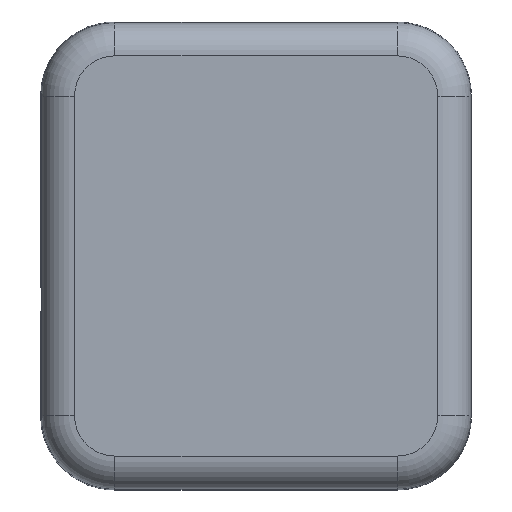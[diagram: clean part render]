
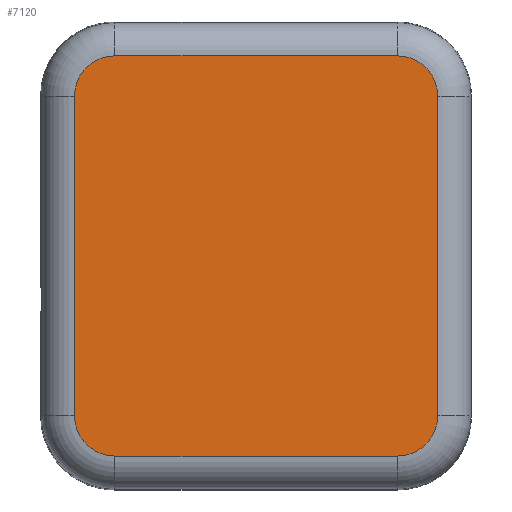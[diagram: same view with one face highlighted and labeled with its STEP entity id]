
A CAD part, top view. The second image highlights one B-rep face of the part: STEP entity #7120.
In plain terms, the highlighted planar face has unit normal (0, 0, 1).
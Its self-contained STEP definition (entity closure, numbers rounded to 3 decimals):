
#483=PLANE('',#7894);
#975=LINE('',#15108,#1457);
#977=LINE('',#15120,#1459);
#979=LINE('',#15129,#1461);
#981=LINE('',#15139,#1463);
#1457=VECTOR('',#9841,10.);
#1459=VECTOR('',#9857,10.);
#1461=VECTOR('',#9869,10.);
#1463=VECTOR('',#9881,10.);
#1921=FACE_OUTER_BOUND('',#2361,.T.);
#2361=EDGE_LOOP('',(#6581,#6582,#6583,#6584,#6585,#6586,#6587,#6588));
#2615=CIRCLE('',#7876,4.89);
#2618=CIRCLE('',#7881,4.89);
#2621=CIRCLE('',#7886,4.89);
#2624=CIRCLE('',#7891,4.89);
#3411=VERTEX_POINT('',#15105);
#3412=VERTEX_POINT('',#15107);
#3413=VERTEX_POINT('',#15111);
#3415=VERTEX_POINT('',#15117);
#3416=VERTEX_POINT('',#15122);
#3417=VERTEX_POINT('',#15126);
#3418=VERTEX_POINT('',#15131);
#3419=VERTEX_POINT('',#15135);
#4460=EDGE_CURVE('',#3411,#3412,#975,.T.);
#4464=EDGE_CURVE('',#3412,#3413,#2615,.T.);
#4467=EDGE_CURVE('',#3413,#3415,#977,.T.);
#4469=EDGE_CURVE('',#3415,#3416,#2618,.T.);
#4472=EDGE_CURVE('',#3416,#3417,#979,.T.);
#4474=EDGE_CURVE('',#3417,#3418,#2621,.T.);
#4477=EDGE_CURVE('',#3418,#3419,#981,.T.);
#4479=EDGE_CURVE('',#3419,#3411,#2624,.T.);
#6581=ORIENTED_EDGE('',*,*,#4460,.F.);
#6582=ORIENTED_EDGE('',*,*,#4479,.F.);
#6583=ORIENTED_EDGE('',*,*,#4477,.F.);
#6584=ORIENTED_EDGE('',*,*,#4474,.F.);
#6585=ORIENTED_EDGE('',*,*,#4472,.F.);
#6586=ORIENTED_EDGE('',*,*,#4469,.F.);
#6587=ORIENTED_EDGE('',*,*,#4467,.F.);
#6588=ORIENTED_EDGE('',*,*,#4464,.F.);
#7120=ADVANCED_FACE('',(#1921),#483,.T.);
#7876=AXIS2_PLACEMENT_3D('',#15115,#9850,#9851);
#7881=AXIS2_PLACEMENT_3D('',#15124,#9862,#9863);
#7886=AXIS2_PLACEMENT_3D('',#15133,#9874,#9875);
#7891=AXIS2_PLACEMENT_3D('',#15142,#9886,#9887);
#7894=AXIS2_PLACEMENT_3D('',#15146,#9893,#9894);
#9841=DIRECTION('',(0.,1.,0.));
#9850=DIRECTION('center_axis',(0.,0.,-1.));
#9851=DIRECTION('ref_axis',(-0.707,0.707,0.));
#9857=DIRECTION('',(1.,0.,0.));
#9862=DIRECTION('center_axis',(0.,0.,-1.));
#9863=DIRECTION('ref_axis',(0.707,0.707,0.));
#9869=DIRECTION('',(0.,-1.,0.));
#9874=DIRECTION('center_axis',(0.,0.,-1.));
#9875=DIRECTION('ref_axis',(0.707,-0.707,0.));
#9881=DIRECTION('',(-1.,0.,0.));
#9886=DIRECTION('center_axis',(0.,0.,-1.));
#9887=DIRECTION('ref_axis',(-0.707,-0.707,0.));
#9893=DIRECTION('center_axis',(0.,0.,1.));
#9894=DIRECTION('ref_axis',(1.,0.,0.));
#15105=CARTESIAN_POINT('',(-2.415,-5.425,6.));
#15107=CARTESIAN_POINT('',(-2.415,33.3,6.));
#15108=CARTESIAN_POINT('',(-2.415,4.256,6.));
#15111=CARTESIAN_POINT('',(2.475,38.19,6.));
#15115=CARTESIAN_POINT('Origin',(2.475,33.3,6.));
#15117=CARTESIAN_POINT('',(36.725,38.19,6.));
#15120=CARTESIAN_POINT('',(11.038,38.19,6.));
#15122=CARTESIAN_POINT('',(41.615,33.3,6.));
#15124=CARTESIAN_POINT('Origin',(36.725,33.3,6.));
#15126=CARTESIAN_POINT('',(41.615,-5.425,6.));
#15129=CARTESIAN_POINT('',(41.615,23.619,6.));
#15131=CARTESIAN_POINT('',(36.725,-10.315,6.));
#15133=CARTESIAN_POINT('Origin',(36.725,-5.425,6.));
#15135=CARTESIAN_POINT('',(2.475,-10.315,6.));
#15139=CARTESIAN_POINT('',(28.163,-10.315,6.));
#15142=CARTESIAN_POINT('Origin',(2.475,-5.425,6.));
#15146=CARTESIAN_POINT('Origin',(19.6,13.938,6.));
